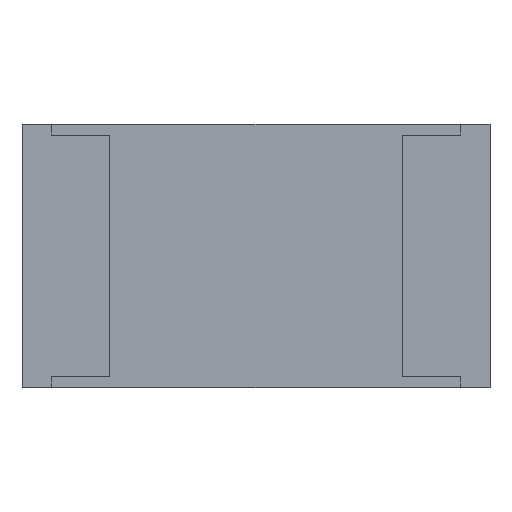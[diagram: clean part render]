
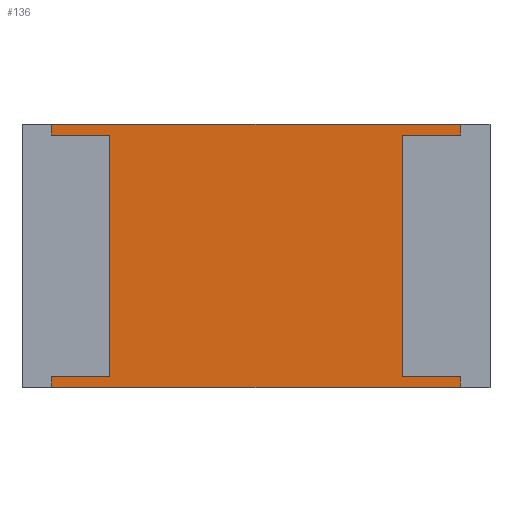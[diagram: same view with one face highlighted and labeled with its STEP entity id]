
A CAD part, top view. The second image highlights one B-rep face of the part: STEP entity #136.
In plain terms, the highlighted face is planar.
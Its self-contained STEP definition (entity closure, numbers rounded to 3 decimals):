
#23 = CARTESIAN_POINT ( 'NONE',  ( 1.568, 0.032, 0.9 ) ) ;
#136 = ADVANCED_FACE ( 'NONE', ( #1383 ), #695, .T. ) ;
#198 = CARTESIAN_POINT ( 'NONE',  ( 1.568, 0.032, -0.9 ) ) ;
#219 = DIRECTION ( 'NONE',  ( 0., 0., -1. ) ) ;
#332 = CARTESIAN_POINT ( 'NONE',  ( -1.568, 0.032, 0.9 ) ) ;
#457 = LINE ( 'NONE', #842, #524 ) ;
#524 = VECTOR ( 'NONE', #1155, 1000. ) ;
#548 = EDGE_CURVE ( 'NONE', #1101, #1182, #1607, .T. ) ;
#597 = VECTOR ( 'NONE', #803, 1000. ) ;
#636 = EDGE_CURVE ( 'NONE', #1754, #1182, #457, .T. ) ;
#695 = PLANE ( 'NONE',  #1418 ) ;
#704 = EDGE_LOOP ( 'NONE', ( #1641, #1831, #1057, #1681 ) ) ;
#803 = DIRECTION ( 'NONE',  ( -1., 0., 0. ) ) ;
#842 = CARTESIAN_POINT ( 'NONE',  ( -1.568, 0.032, 0.9 ) ) ;
#991 = LINE ( 'NONE', #1606, #1374 ) ;
#1015 = VERTEX_POINT ( 'NONE', #1232 ) ;
#1057 = ORIENTED_EDGE ( 'NONE', *, *, #636, .F. ) ;
#1070 = LINE ( 'NONE', #1692, #597 ) ;
#1101 = VERTEX_POINT ( 'NONE', #198 ) ;
#1155 = DIRECTION ( 'NONE',  ( 1., 0., 0. ) ) ;
#1171 = EDGE_CURVE ( 'NONE', #1101, #1015, #1070, .T. ) ;
#1181 = CARTESIAN_POINT ( 'NONE',  ( -1.568, 0.032, -4.191 ) ) ;
#1182 = VERTEX_POINT ( 'NONE', #23 ) ;
#1232 = CARTESIAN_POINT ( 'NONE',  ( -1.568, 0.032, -0.9 ) ) ;
#1238 = VECTOR ( 'NONE', #1736, 1000. ) ;
#1295 = CARTESIAN_POINT ( 'NONE',  ( 1.568, 0.032, -4.191 ) ) ;
#1374 = VECTOR ( 'NONE', #1435, 1000. ) ;
#1383 = FACE_OUTER_BOUND ( 'NONE', #704, .T. ) ;
#1418 = AXIS2_PLACEMENT_3D ( 'NONE', #1181, #1761, #219 ) ;
#1435 = DIRECTION ( 'NONE',  ( 0., 0., 1. ) ) ;
#1606 = CARTESIAN_POINT ( 'NONE',  ( -1.568, 0.032, -4.191 ) ) ;
#1607 = LINE ( 'NONE', #1295, #1238 ) ;
#1641 = ORIENTED_EDGE ( 'NONE', *, *, #1171, .F. ) ;
#1681 = ORIENTED_EDGE ( 'NONE', *, *, #1812, .F. ) ;
#1692 = CARTESIAN_POINT ( 'NONE',  ( -1.568, 0.032, -0.9 ) ) ;
#1736 = DIRECTION ( 'NONE',  ( 0., 0., 1. ) ) ;
#1754 = VERTEX_POINT ( 'NONE', #332 ) ;
#1761 = DIRECTION ( 'NONE',  ( 0., -1., 0. ) ) ;
#1812 = EDGE_CURVE ( 'NONE', #1015, #1754, #991, .T. ) ;
#1831 = ORIENTED_EDGE ( 'NONE', *, *, #548, .T. ) ;
